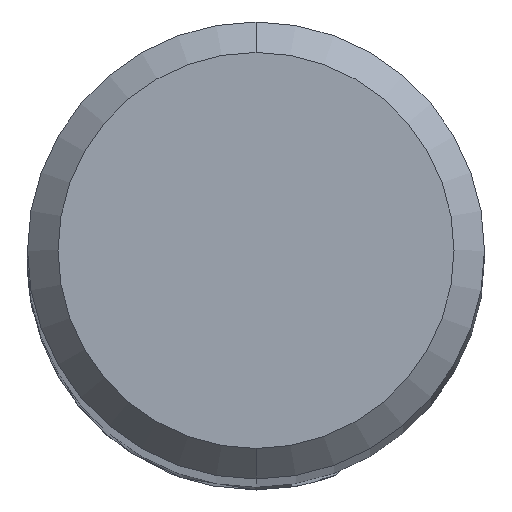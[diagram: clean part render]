
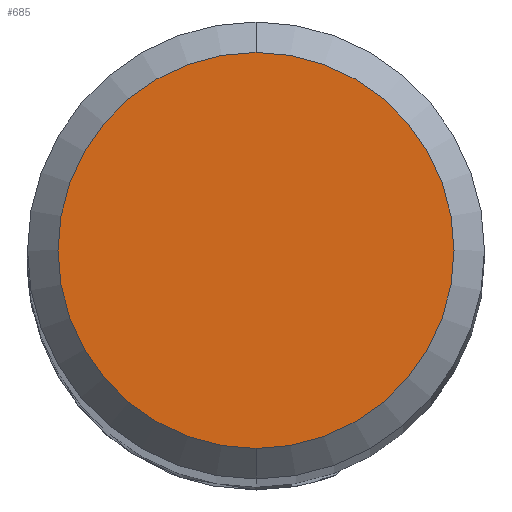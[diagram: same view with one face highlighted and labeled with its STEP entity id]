
A CAD part, top view. The second image highlights one B-rep face of the part: STEP entity #685.
In plain terms, the highlighted planar face has unit normal (0, 0, 1).
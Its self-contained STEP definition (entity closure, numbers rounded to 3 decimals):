
#493=VERTEX_POINT('',#1189);
#559=VERTEX_POINT('',#1262);
#603=EDGE_CURVE('',#493,#559,#1307,.T.);
#685=ADVANCED_FACE('',(#1398),#1399,.T.);
#693=EDGE_CURVE('',#559,#493,#1407,.T.);
#1189=CARTESIAN_POINT('',(0.,-2.6,0.0));
#1262=CARTESIAN_POINT('',(0.0,2.6,0.0));
#1307=CIRCLE('',#3004,2.6);
#1398=FACE_OUTER_BOUND('',#3369,.T.);
#1399=PLANE('',#3370);
#1407=CIRCLE('',#3394,2.6);
#3004=AXIS2_PLACEMENT_3D('',#5655,#5656,#5657);
#3369=EDGE_LOOP('',(#5783,#5784));
#3370=AXIS2_PLACEMENT_3D('',#5785,#5786,#5787);
#3394=AXIS2_PLACEMENT_3D('',#5791,#5792,#5793);
#5655=CARTESIAN_POINT('',(0.0,0.0,0.0));
#5656=DIRECTION('',(0.0,0.0,-1.0));
#5657=DIRECTION('',(0.0,1.0,0.0));
#5783=ORIENTED_EDGE('',*,*,#693,.F.);
#5784=ORIENTED_EDGE('',*,*,#603,.F.);
#5785=CARTESIAN_POINT('',(0.0,1.3,0.0));
#5786=DIRECTION('',(-0.0,0.0,1.0));
#5787=DIRECTION('',(0.0,-1.0,0.0));
#5791=CARTESIAN_POINT('',(0.0,0.0,0.0));
#5792=DIRECTION('',(0.0,0.0,-1.0));
#5793=DIRECTION('',(0.0,1.0,0.0));
